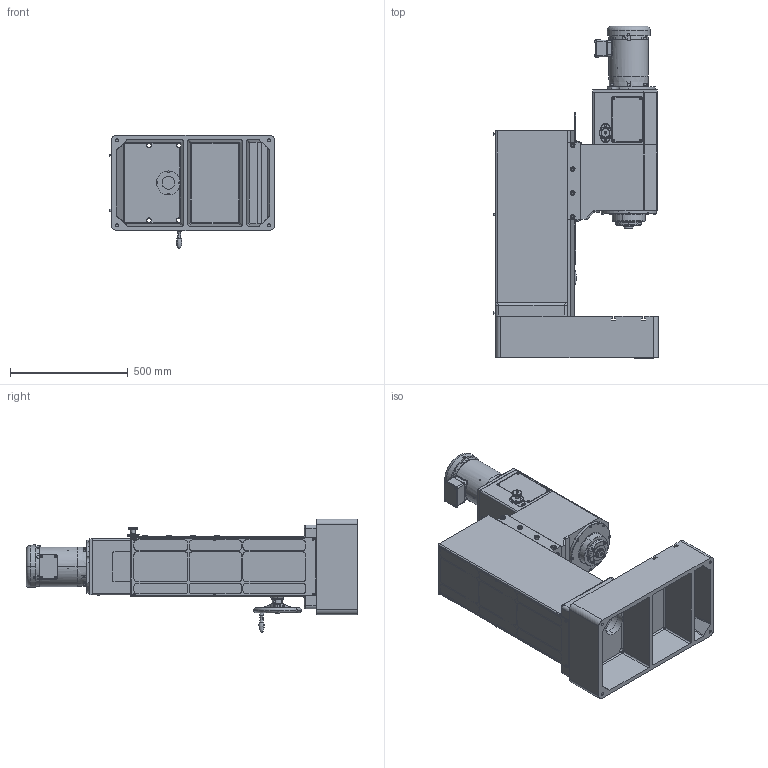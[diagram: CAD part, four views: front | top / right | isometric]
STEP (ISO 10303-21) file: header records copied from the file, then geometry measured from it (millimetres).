
FILE_DESCRIPTION (( 'STEP AP203' ), '1' );
FILE_NAME ('TM23.STEP', '2015-05-04T19:37:54', ( '' ), ( '' ), 'SwSTEP 2.0', 'SolidWorks 2014', '' );
FILE_SCHEMA (( 'CONFIG_CONTROL_DESIGN' ));
Products named in the file (1): TM23
Bounding box: 700.78 x 1411.47 x 484.19 mm (x, y, z)
Surface area: 3835879.5 mm2 (no closed solid volume)
Topology: 0 solids, 208 shells, 1390 faces, 5859 edges, 4574 vertices
Faces by surface type: plane 701, cylinder 474, cone 125, torus 55, bspline 21, sphere 14
Entity records: 64930 total; most frequent: CARTESIAN_POINT 19003, DIRECTION 9347, ORIENTED_EDGE 8045, EDGE_CURVE 5851, VERTEX_POINT 4574, AXIS2_PLACEMENT_3D 3214, LINE 2919, VECTOR 2919
